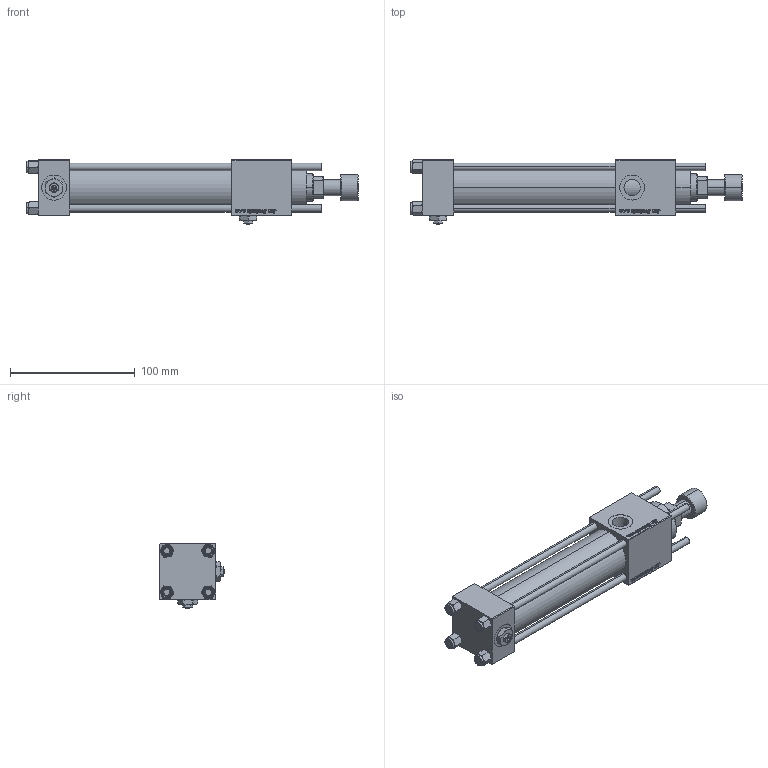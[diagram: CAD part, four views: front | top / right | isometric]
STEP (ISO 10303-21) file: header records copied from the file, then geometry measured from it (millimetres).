
FILE_DESCRIPTION (( 'STEP AP203' ), '1' );
FILE_NAME ('3648.STEP', '2024-02-19T09:02:09', ( '' ), ( '' ), 'SwSTEP 2.0', 'SolidWorks 2019', '' );
FILE_SCHEMA (( 'CONFIG_CONTROL_DESIGN' ));
Length unit declared in the file: millimetre
Products named in the file (8): 3648; Zatka_pro_OIL_PORT d27cbeb49ce168e1b3e49df385bcfbef; V215CR_VCP_B d27cbeb49ce168e1b3e49df385bcfbef; NUT_M5_B d27cbeb49ce168e1b3e49df385bcfbef; V215_VC_A d27cbeb49ce168e1b3e49df385bcfbef; V215CR_ROD_END_F d27cbeb49ce168e1b3e49df385bcfbef; V215CR_B_TYCINKA d27cbeb49ce168e1b3e49df385bcfbef; V215CR_B-1 d27cbeb49ce168e1b3e49df385bcfbef
Assembly tree (14 placements, depth 2):
  3648
    V215CR_B-1 d27cbeb49ce168e1b3e49df385bcfbef
    V215CR_VCP_B d27cbeb49ce168e1b3e49df385bcfbef
    NUT_M5_B d27cbeb49ce168e1b3e49df385bcfbef  x4
    V215CR_B_TYCINKA d27cbeb49ce168e1b3e49df385bcfbef  x4
    V215_VC_A d27cbeb49ce168e1b3e49df385bcfbef
    V215CR_ROD_END_F d27cbeb49ce168e1b3e49df385bcfbef
    Zatka_pro_OIL_PORT d27cbeb49ce168e1b3e49df385bcfbef  x2
Bounding box: 266 x 52 x 52 mm (x, y, z)
Volume: 284958.3 mm3; surface area: 110001.2 mm2
Topology: 14 solids, 14 shells, 1267 faces, 3182 edges, 2051 vertices
Faces by surface type: bspline 504, plane 479, cone 178, cylinder 94, torus 12
Entity records: 59174 total; most frequent: CARTESIAN_POINT 34720, ORIENTED_EDGE 5664, DIRECTION 3214, EDGE_CURVE 2832, VERTEX_POINT 1849, LINE 1496, VECTOR 1496, EDGE_LOOP 1235
